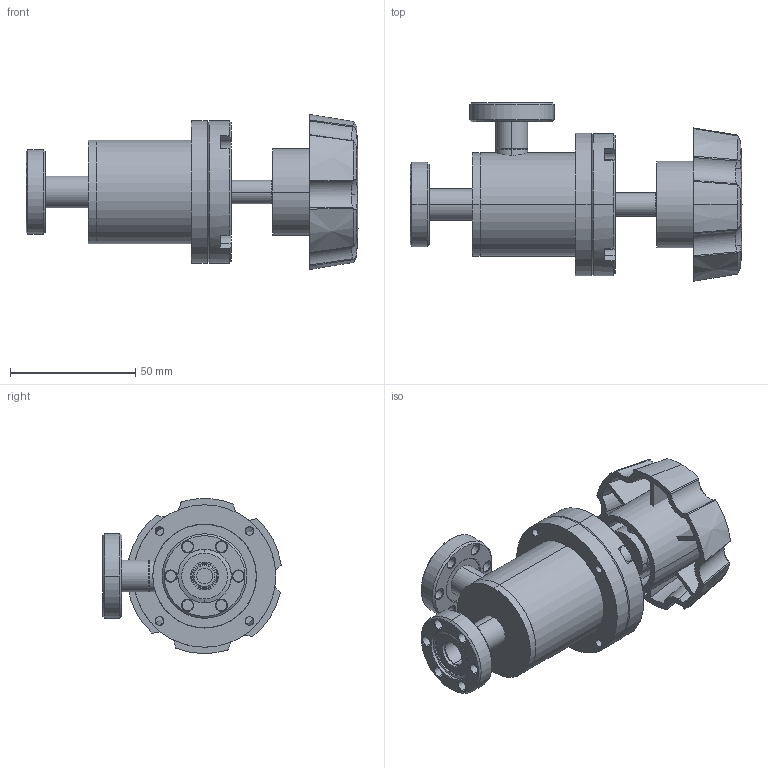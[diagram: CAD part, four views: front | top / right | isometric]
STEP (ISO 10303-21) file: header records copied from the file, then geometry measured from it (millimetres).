
FILE_DESCRIPTION (( 'STEP AP214' ), '1' );
FILE_NAME ('A-500-H-133_ANGLE_VALVE_RIGHT_ANGLE_VITON_BONNET_MANUAL.STEP', '2020-03-19T00:38:22', ( 'admin' ), ( 'Microsoft' ), 'SwSTEP 2.0', 'SolidWorks 2016', '' );
FILE_SCHEMA (( 'AUTOMOTIVE_DESIGN' ));
Length unit declared in the file: inch
Products named in the file (1): A-500-H-133_ANGLE_VALVE_RIGHT_ANGLE_VITON_BONNET_MANUAL
Bounding box: 132.63 x 71.31 x 61.94 mm (x, y, z)
Volume: 89980.6 mm3; surface area: 64675.6 mm2
Topology: 14 solids, 14 shells, 430 faces, 1080 edges, 700 vertices
Faces by surface type: cylinder 171, cone 138, plane 100, bspline 20, sphere 1
Entity records: 14857 total; most frequent: CARTESIAN_POINT 4275, DIRECTION 2186, ORIENTED_EDGE 2160, EDGE_CURVE 1080, AXIS2_PLACEMENT_3D 903, VERTEX_POINT 700, EDGE_LOOP 518, CIRCLE 492
